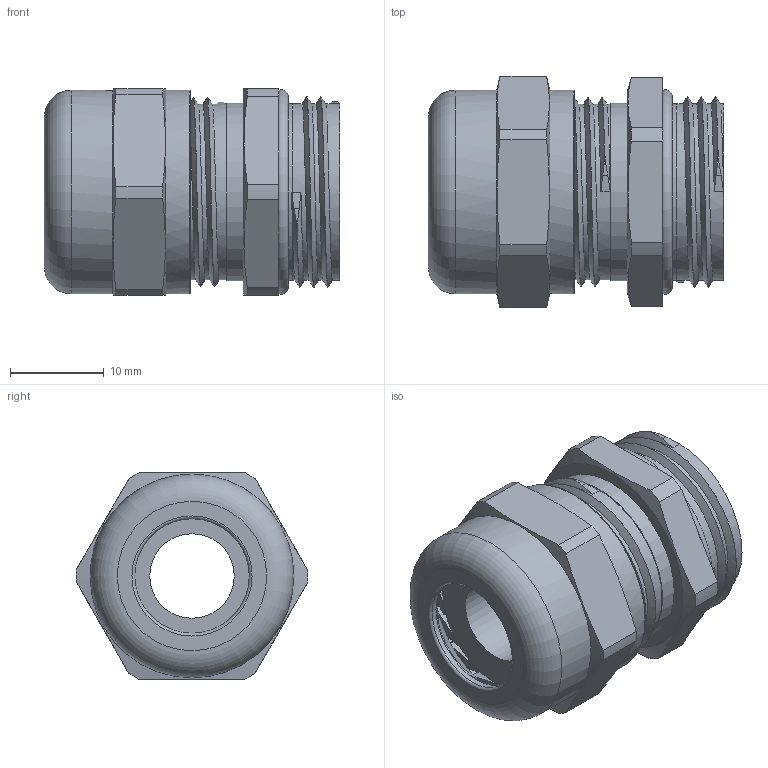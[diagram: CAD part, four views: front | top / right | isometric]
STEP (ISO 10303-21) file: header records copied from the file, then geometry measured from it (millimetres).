
FILE_DESCRIPTION(/* description */ ('Euro-Top PG 13,5, KB: 5-9 mm'),/* implementation_level */ '2;1');
FILE_NAME(/* name */ '60180413-RST.stp',/* time_stamp */ '2019-12-05T10:18:50+01:00',/* author */ ('sl'),/* organization */ (''),/* preprocessor_version */ 'ST-DEVELOPER v16.5',/* originating_system */ 'Autodesk Inventor 2017',/* authorisation */ '');
FILE_SCHEMA (('AUTOMOTIVE_DESIGN { 1 0 10303 214 3 1 1 }'));
Length unit declared in the file: millimetre
Products named in the file (6): 60180413; 60080413; 60080413_1; 60180413_1; 60080413_2; 60080413_3
Assembly tree (5 placements, depth 2):
  60180413
    60080413
    60080413_1
    60180413_1
    60080413_2
    60080413_3
Bounding box: 31.47 x 24.72 x 22.03 mm (x, y, z)
Volume: 5389.1 mm3; surface area: 8937 mm2
Topology: 5 solids, 5 shells, 254 faces, 672 edges, 433 vertices
Faces by surface type: plane 113, cylinder 98, torus 25, cone 12, bspline 6
Full cylindrical faces by diameter (mm): 9 x1, 12.2 x1, 12.74 x1, 14.22 x1, 14.94 x4, 15.83 x1, 15.94 x1, 16.94 x1, 17.01 x1, 18.75 x3, 18.83 x1, 18.95 x1, 19.04 x1, 19.1 x7, 20.6 x6, 21.5 x1, 21.7 x2
Entity records: 9853 total; most frequent: CARTESIAN_POINT 4001, DIRECTION 1224, ORIENTED_EDGE 1150, EDGE_CURVE 575, AXIS2_PLACEMENT_3D 487, VERTEX_POINT 391, EDGE_LOOP 292, LINE 250
